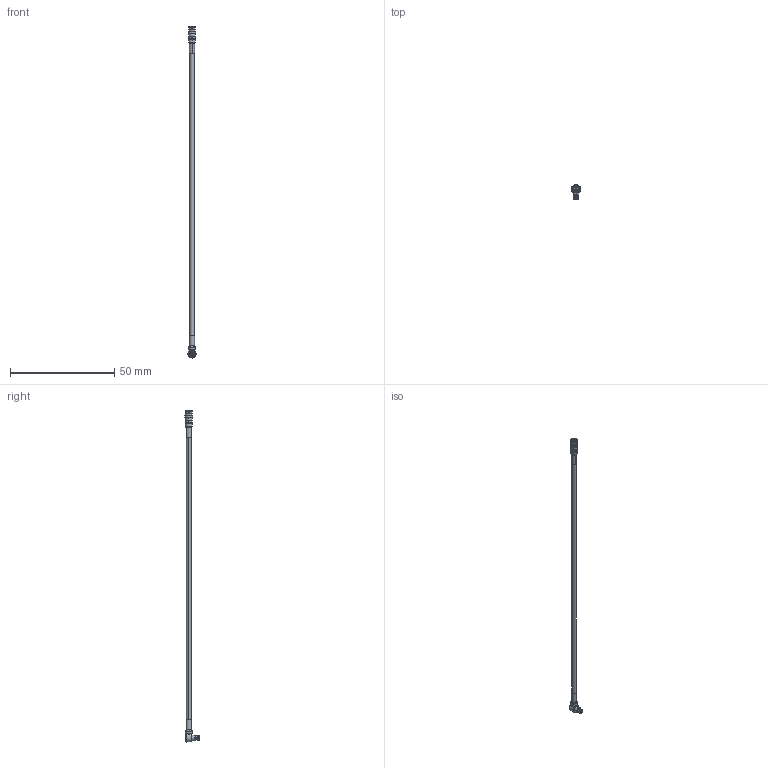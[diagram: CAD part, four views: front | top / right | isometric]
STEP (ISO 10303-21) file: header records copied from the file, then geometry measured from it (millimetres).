
FILE_DESCRIPTION (( 'STEP AP214' ), '1' );
FILE_NAME ('FMC00937_3D.STEP', '2022-09-25T17:45:22', ( '' ), ( '' ), 'SwSTEP 2.0', 'SolidWorks 2021', '' );
FILE_SCHEMA (( 'AUTOMOTIVE_DESIGN' ));
Length unit declared in the file: inch
Products named in the file (5): SC5433; FMC00937_3D; SC5152; Copy of HeatShrink-SR086^FMC00937; FM-SR086TB
Assembly tree (5 placements, depth 2):
  FMC00937_3D
    FM-SR086TB
    SC5152
    SC5433
    Copy of HeatShrink-SR086^FMC00937  x2
Bounding box: 3.96 x 6.78 x 159.56 mm (x, y, z)
Volume: 718.1 mm3; surface area: 1478.9 mm2
Topology: 5 solids, 5 shells, 261 faces, 675 edges, 434 vertices
Faces by surface type: plane 93, cylinder 87, cone 67, torus 8, bspline 6
Entity records: 9314 total; most frequent: CARTESIAN_POINT 2763, ORIENTED_EDGE 1298, DIRECTION 1291, EDGE_CURVE 649, AXIS2_PLACEMENT_3D 512, VERTEX_POINT 422, VECTOR 267, LINE 267
